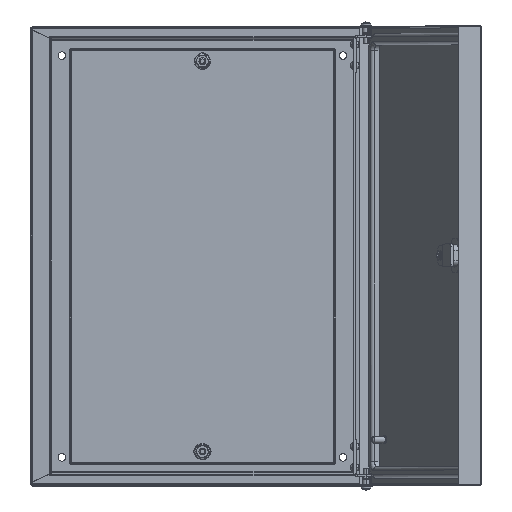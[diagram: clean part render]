
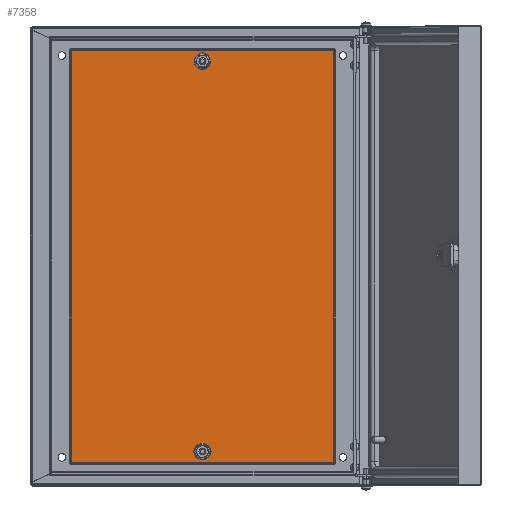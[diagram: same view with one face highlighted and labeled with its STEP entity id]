
A CAD part, top view. The second image highlights one B-rep face of the part: STEP entity #7358.
In plain terms, the highlighted planar face has unit normal (0, 0, 1).
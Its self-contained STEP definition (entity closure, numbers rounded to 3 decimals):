
#459 = CIRCLE ( 'NONE', #24819, 3.5 ) ;
#615 = EDGE_CURVE ( 'NONE', #3044, #17310, #26315, .T. ) ;
#650 = CIRCLE ( 'NONE', #17924, 3.5 ) ;
#1815 = CARTESIAN_POINT ( 'NONE',  ( 112.5, 355., 0. ) ) ;
#1828 = AXIS2_PLACEMENT_3D ( 'NONE', #22681, #10156, #24799 ) ;
#1844 = DIRECTION ( 'NONE',  ( 1., 0., 0. ) ) ;
#1960 = CARTESIAN_POINT ( 'NONE',  ( 230.3, 0.841, 0. ) ) ;
#1965 = ORIENTED_EDGE ( 'NONE', *, *, #25344, .F. ) ;
#2144 = VECTOR ( 'NONE', #17138, 1000. ) ;
#2230 = DIRECTION ( 'NONE',  ( 0., -1., 0. ) ) ;
#2313 = CARTESIAN_POINT ( 'NONE',  ( 0., 0., 0. ) ) ;
#3044 = VERTEX_POINT ( 'NONE', #12212 ) ;
#3803 = VERTEX_POINT ( 'NONE', #4211 ) ;
#4211 = CARTESIAN_POINT ( 'NONE',  ( 1.7, 1.7, 0. ) ) ;
#4422 = DIRECTION ( 'NONE',  ( 0., 0., -1. ) ) ;
#4448 = CARTESIAN_POINT ( 'NONE',  ( 1.7, 361.159, 0. ) ) ;
#4487 = VERTEX_POINT ( 'NONE', #25417 ) ;
#4841 = AXIS2_PLACEMENT_3D ( 'NONE', #7476, #22114, #9586 ) ;
#6127 = ORIENTED_EDGE ( 'NONE', *, *, #20217, .F. ) ;
#6183 = DIRECTION ( 'NONE',  ( 0., 1., 0. ) ) ;
#6217 = LINE ( 'NONE', #25116, #11117 ) ;
#6298 = CARTESIAN_POINT ( 'NONE',  ( 112., 11., 0. ) ) ;
#6657 = VECTOR ( 'NONE', #12862, 1000. ) ;
#7216 = VERTEX_POINT ( 'NONE', #14298 ) ;
#7308 = CARTESIAN_POINT ( 'NONE',  ( 112., 7.5, 0. ) ) ;
#7358 = ADVANCED_FACE ( 'NONE', ( #26829, #11429, #15668 ), #16958, .F. ) ;
#7476 = CARTESIAN_POINT ( 'NONE',  ( 120., 11., 0. ) ) ;
#7702 = LINE ( 'NONE', #12934, #2144 ) ;
#8406 = DIRECTION ( 'NONE',  ( 1., 0., 0. ) ) ;
#8634 = CIRCLE ( 'NONE', #9797, 3.5 ) ;
#9586 = DIRECTION ( 'NONE',  ( 1., 0., 0. ) ) ;
#9797 = AXIS2_PLACEMENT_3D ( 'NONE', #26936, #14364, #1844 ) ;
#10089 = ORIENTED_EDGE ( 'NONE', *, *, #15948, .T. ) ;
#10156 = DIRECTION ( 'NONE',  ( 0., 0., 1. ) ) ;
#10232 = VERTEX_POINT ( 'NONE', #26904 ) ;
#11117 = VECTOR ( 'NONE', #2230, 1000. ) ;
#11370 = EDGE_LOOP ( 'NONE', ( #25812, #20895, #1965, #15548, #14796 ) ) ;
#11429 = FACE_BOUND ( 'NONE', #19900, .T. ) ;
#11513 = DIRECTION ( 'NONE',  ( 0., 1., 0. ) ) ;
#11798 = CARTESIAN_POINT ( 'NONE',  ( 116., 347., 0. ) ) ;
#11895 = ORIENTED_EDGE ( 'NONE', *, *, #19376, .T. ) ;
#12212 = CARTESIAN_POINT ( 'NONE',  ( 112., 7.5, 0. ) ) ;
#12221 = LINE ( 'NONE', #4448, #6657 ) ;
#12394 = CARTESIAN_POINT ( 'NONE',  ( 120., 14.5, 0. ) ) ;
#12638 = CARTESIAN_POINT ( 'NONE',  ( 231.159, 360.3, 0. ) ) ;
#12862 = DIRECTION ( 'NONE',  ( 0., -1., 0. ) ) ;
#12934 = CARTESIAN_POINT ( 'NONE',  ( 0.841, 1.7, 0. ) ) ;
#13536 = ORIENTED_EDGE ( 'NONE', *, *, #20284, .F. ) ;
#13640 = EDGE_CURVE ( 'NONE', #10232, #21188, #8634, .T. ) ;
#13882 = DIRECTION ( 'NONE',  ( 1., 0., 0. ) ) ;
#13912 = ORIENTED_EDGE ( 'NONE', *, *, #24320, .F. ) ;
#14298 = CARTESIAN_POINT ( 'NONE',  ( 230.3, 1.7, 0. ) ) ;
#14364 = DIRECTION ( 'NONE',  ( 0., 0., 1. ) ) ;
#14453 = LINE ( 'NONE', #1960, #19362 ) ;
#14714 = EDGE_CURVE ( 'NONE', #26786, #3803, #12221, .T. ) ;
#14796 = ORIENTED_EDGE ( 'NONE', *, *, #25549, .F. ) ;
#14808 = ORIENTED_EDGE ( 'NONE', *, *, #25502, .F. ) ;
#14952 = CIRCLE ( 'NONE', #4841, 3.5 ) ;
#15070 = DIRECTION ( 'NONE',  ( -1., 0., 0. ) ) ;
#15365 = EDGE_CURVE ( 'NONE', #7216, #23183, #14453, .T. ) ;
#15548 = ORIENTED_EDGE ( 'NONE', *, *, #13640, .F. ) ;
#15620 = CARTESIAN_POINT ( 'NONE',  ( 119.5, 355., 0. ) ) ;
#15668 = FACE_OUTER_BOUND ( 'NONE', #21043, .T. ) ;
#15948 = EDGE_CURVE ( 'NONE', #23183, #26786, #20300, .T. ) ;
#16867 = VERTEX_POINT ( 'NONE', #22171 ) ;
#16958 = PLANE ( 'NONE',  #17397 ) ;
#17138 = DIRECTION ( 'NONE',  ( 1., 0., 0. ) ) ;
#17293 = CARTESIAN_POINT ( 'NONE',  ( 112., 14.5, 0. ) ) ;
#17310 = VERTEX_POINT ( 'NONE', #24440 ) ;
#17397 = AXIS2_PLACEMENT_3D ( 'NONE', #2313, #4422, #19038 ) ;
#17499 = VERTEX_POINT ( 'NONE', #17293 ) ;
#17924 = AXIS2_PLACEMENT_3D ( 'NONE', #6298, #20911, #8406 ) ;
#19038 = DIRECTION ( 'NONE',  ( -1., 0., 0. ) ) ;
#19279 = CARTESIAN_POINT ( 'NONE',  ( 112., 14.5, 0. ) ) ;
#19362 = VECTOR ( 'NONE', #6183, 1000. ) ;
#19376 = EDGE_CURVE ( 'NONE', #3803, #7216, #7702, .T. ) ;
#19847 = DIRECTION ( 'NONE',  ( 1., 0., 0. ) ) ;
#19900 = EDGE_LOOP ( 'NONE', ( #13912, #13536, #14808, #6127 ) ) ;
#20208 = LINE ( 'NONE', #19279, #25151 ) ;
#20217 = EDGE_CURVE ( 'NONE', #25894, #4487, #459, .T. ) ;
#20284 = EDGE_CURVE ( 'NONE', #16867, #21730, #20456, .T. ) ;
#20300 = LINE ( 'NONE', #12638, #24588 ) ;
#20456 = CIRCLE ( 'NONE', #1828, 3.5 ) ;
#20525 = VECTOR ( 'NONE', #11513, 1000. ) ;
#20895 = ORIENTED_EDGE ( 'NONE', *, *, #23718, .F. ) ;
#20911 = DIRECTION ( 'NONE',  ( 0., 0., 1. ) ) ;
#21043 = EDGE_LOOP ( 'NONE', ( #11895, #22508, #10089, #23509 ) ) ;
#21188 = VERTEX_POINT ( 'NONE', #12394 ) ;
#21730 = VERTEX_POINT ( 'NONE', #1815 ) ;
#22114 = DIRECTION ( 'NONE',  ( 0., 0., 1. ) ) ;
#22171 = CARTESIAN_POINT ( 'NONE',  ( 119.5, 355., 0. ) ) ;
#22508 = ORIENTED_EDGE ( 'NONE', *, *, #15365, .T. ) ;
#22681 = CARTESIAN_POINT ( 'NONE',  ( 116., 355., 0. ) ) ;
#23023 = CARTESIAN_POINT ( 'NONE',  ( 112.5, 347., 0. ) ) ;
#23183 = VERTEX_POINT ( 'NONE', #24906 ) ;
#23509 = ORIENTED_EDGE ( 'NONE', *, *, #14714, .T. ) ;
#23718 = EDGE_CURVE ( 'NONE', #17499, #3044, #650, .T. ) ;
#24320 = EDGE_CURVE ( 'NONE', #21730, #25894, #6217, .T. ) ;
#24440 = CARTESIAN_POINT ( 'NONE',  ( 120., 7.5, 0. ) ) ;
#24528 = CARTESIAN_POINT ( 'NONE',  ( 1.7, 360.3, 0. ) ) ;
#24588 = VECTOR ( 'NONE', #25275, 1000. ) ;
#24799 = DIRECTION ( 'NONE',  ( 1., 0., 0. ) ) ;
#24819 = AXIS2_PLACEMENT_3D ( 'NONE', #11798, #26451, #13882 ) ;
#24906 = CARTESIAN_POINT ( 'NONE',  ( 230.3, 360.3, 0. ) ) ;
#25116 = CARTESIAN_POINT ( 'NONE',  ( 112.5, 355., 0. ) ) ;
#25151 = VECTOR ( 'NONE', #15070, 1000. ) ;
#25275 = DIRECTION ( 'NONE',  ( -1., 0., 0. ) ) ;
#25344 = EDGE_CURVE ( 'NONE', #21188, #17499, #20208, .T. ) ;
#25417 = CARTESIAN_POINT ( 'NONE',  ( 119.5, 347., 0. ) ) ;
#25502 = EDGE_CURVE ( 'NONE', #4487, #16867, #26118, .T. ) ;
#25549 = EDGE_CURVE ( 'NONE', #17310, #10232, #14952, .T. ) ;
#25812 = ORIENTED_EDGE ( 'NONE', *, *, #615, .F. ) ;
#25894 = VERTEX_POINT ( 'NONE', #23023 ) ;
#26118 = LINE ( 'NONE', #15620, #20525 ) ;
#26315 = LINE ( 'NONE', #7308, #26981 ) ;
#26451 = DIRECTION ( 'NONE',  ( 0., 0., 1. ) ) ;
#26786 = VERTEX_POINT ( 'NONE', #24528 ) ;
#26829 = FACE_BOUND ( 'NONE', #11370, .T. ) ;
#26904 = CARTESIAN_POINT ( 'NONE',  ( 123.5, 11., 0. ) ) ;
#26936 = CARTESIAN_POINT ( 'NONE',  ( 120., 11., 0. ) ) ;
#26981 = VECTOR ( 'NONE', #19847, 1000. ) ;
